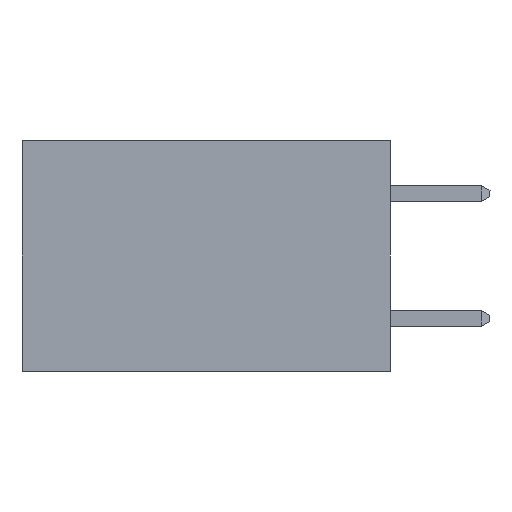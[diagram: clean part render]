
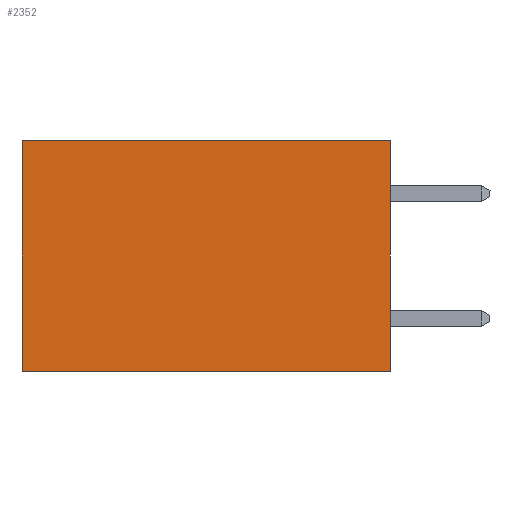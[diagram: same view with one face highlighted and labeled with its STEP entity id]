
A CAD part, left-side view. The second image highlights one B-rep face of the part: STEP entity #2352.
In plain terms, the highlighted planar face has unit normal (-1, 0, 0).
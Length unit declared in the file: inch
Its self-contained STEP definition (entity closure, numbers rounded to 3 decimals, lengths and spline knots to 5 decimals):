
#16 = DIRECTION ( 'NONE',  ( 0., 0., -1. ) ) ;
#46 = DIRECTION ( 'NONE',  ( 1., 0., 0. ) ) ;
#62 = PLANE ( 'NONE',  #1822 ) ;
#235 = EDGE_CURVE ( 'NONE', #2564, #6589, #8628, .T. ) ;
#261 = CARTESIAN_POINT ( 'NONE',  ( 0.277, 0., -0.37 ) ) ;
#329 = DIRECTION ( 'NONE',  ( 0., 0., -1. ) ) ;
#370 = CARTESIAN_POINT ( 'NONE',  ( 0.277, 0., -0.37 ) ) ;
#659 = LINE ( 'NONE', #370, #7612 ) ;
#1218 = CARTESIAN_POINT ( 'NONE',  ( 0.277, 0., -0.37 ) ) ;
#1400 = VECTOR ( 'NONE', #5266, 39.37008 ) ;
#1614 = EDGE_CURVE ( 'NONE', #7088, #4176, #6761, .T. ) ;
#1822 = AXIS2_PLACEMENT_3D ( 'NONE', #261, #46, #16 ) ;
#1855 = DIRECTION ( 'NONE',  ( 0., 1., 0. ) ) ;
#2352 = ADVANCED_FACE ( 'NONE', ( #7930 ), #62, .F. ) ;
#2431 = CARTESIAN_POINT ( 'NONE',  ( 0.277, 0., 0. ) ) ;
#2564 = VERTEX_POINT ( 'NONE', #1218 ) ;
#2926 = CARTESIAN_POINT ( 'NONE',  ( 0.277, 0.59, -0.37 ) ) ;
#3529 = EDGE_LOOP ( 'NONE', ( #5571, #7576, #3829, #7671 ) ) ;
#3609 = DIRECTION ( 'NONE',  ( 0., 0., -1. ) ) ;
#3618 = LINE ( 'NONE', #2926, #6778 ) ;
#3829 = ORIENTED_EDGE ( 'NONE', *, *, #7255, .F. ) ;
#3930 = CARTESIAN_POINT ( 'NONE',  ( 0.277, 0., 0. ) ) ;
#4176 = VERTEX_POINT ( 'NONE', #6578 ) ;
#5266 = DIRECTION ( 'NONE',  ( 0., 1., 0. ) ) ;
#5389 = VECTOR ( 'NONE', #1855, 39.37008 ) ;
#5557 = CARTESIAN_POINT ( 'NONE',  ( 0.277, 0.59, -0.37 ) ) ;
#5571 = ORIENTED_EDGE ( 'NONE', *, *, #8453, .T. ) ;
#6578 = CARTESIAN_POINT ( 'NONE',  ( 0.277, 0.59, 0. ) ) ;
#6589 = VERTEX_POINT ( 'NONE', #5557 ) ;
#6761 = LINE ( 'NONE', #3930, #1400 ) ;
#6778 = VECTOR ( 'NONE', #3609, 39.37008 ) ;
#7088 = VERTEX_POINT ( 'NONE', #2431 ) ;
#7255 = EDGE_CURVE ( 'NONE', #7088, #2564, #659, .T. ) ;
#7576 = ORIENTED_EDGE ( 'NONE', *, *, #235, .F. ) ;
#7612 = VECTOR ( 'NONE', #329, 39.37008 ) ;
#7671 = ORIENTED_EDGE ( 'NONE', *, *, #1614, .T. ) ;
#7930 = FACE_OUTER_BOUND ( 'NONE', #3529, .T. ) ;
#7948 = CARTESIAN_POINT ( 'NONE',  ( 0.277, 0., -0.37 ) ) ;
#8453 = EDGE_CURVE ( 'NONE', #4176, #6589, #3618, .T. ) ;
#8628 = LINE ( 'NONE', #7948, #5389 ) ;
